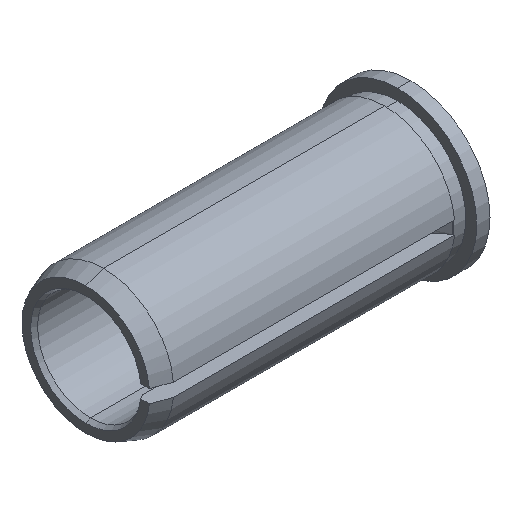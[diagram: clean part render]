
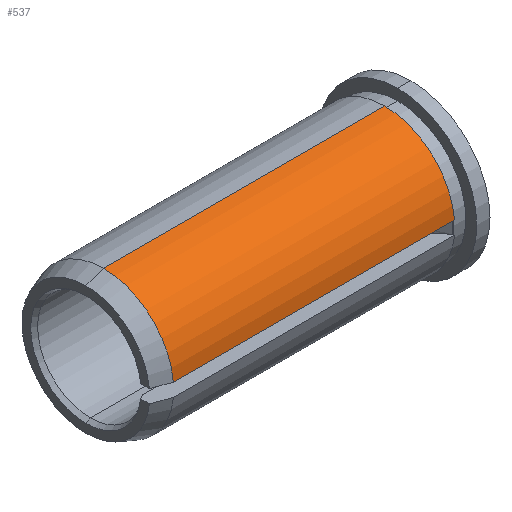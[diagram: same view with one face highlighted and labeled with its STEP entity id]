
A CAD part, isometric view. The second image highlights one B-rep face of the part: STEP entity #537.
In plain terms, the highlighted cylindrical face has radius 8 mm (diameter 16 mm), a partial arc.
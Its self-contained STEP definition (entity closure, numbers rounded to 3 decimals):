
#11 = EDGE_CURVE ( 'NONE', #298, #315, #339, .T. ) ;
#12 = EDGE_CURVE ( 'NONE', #315, #295, #340, .T. ) ;
#14 = EDGE_CURVE ( 'NONE', #301, #295, #342, .T. ) ;
#55 = CYLINDRICAL_SURFACE ( 'NONE', #490, 8. ) ;
#77 = CIRCLE ( 'NONE', #549, 8. ) ;
#132 = CARTESIAN_POINT ( 'NONE',  ( -38.588, 0., 8. ) ) ;
#137 = DIRECTION ( 'NONE',  ( -1., 0., 0. ) ) ;
#140 = CARTESIAN_POINT ( 'NONE',  ( -38.588, -7.965, 0.75 ) ) ;
#141 = DIRECTION ( 'NONE',  ( -1., 0., 0. ) ) ;
#147 = DIRECTION ( 'NONE',  ( 0., 0., 1. ) ) ;
#151 = CARTESIAN_POINT ( 'NONE',  ( -35., 0., 0. ) ) ;
#167 = DIRECTION ( 'NONE',  ( -1., 0., 0. ) ) ;
#212 = CARTESIAN_POINT ( 'NONE',  ( -35., -7.965, 0.75 ) ) ;
#229 = CARTESIAN_POINT ( 'NONE',  ( -3., 0., 8. ) ) ;
#232 = CARTESIAN_POINT ( 'NONE',  ( -3., -7.965, 0.75 ) ) ;
#240 = CARTESIAN_POINT ( 'NONE',  ( -35., 0., 8. ) ) ;
#253 = DIRECTION ( 'NONE',  ( 0., 0., 1. ) ) ;
#254 = DIRECTION ( 'NONE',  ( -1., 0., 0. ) ) ;
#255 = CARTESIAN_POINT ( 'NONE',  ( -3., 0., 0. ) ) ;
#295 = VERTEX_POINT ( 'NONE', #240 ) ;
#298 = VERTEX_POINT ( 'NONE', #232 ) ;
#301 = VERTEX_POINT ( 'NONE', #229 ) ;
#315 = VERTEX_POINT ( 'NONE', #212 ) ;
#339 = LINE ( 'NONE', #140, #341 ) ;
#340 = CIRCLE ( 'NONE', #479, 8. ) ;
#341 = VECTOR ( 'NONE', #167, 1000. ) ;
#342 = LINE ( 'NONE', #132, #345 ) ;
#345 = VECTOR ( 'NONE', #141, 1000. ) ;
#397 = FACE_OUTER_BOUND ( 'NONE', #758, .T. ) ;
#479 = AXIS2_PLACEMENT_3D ( 'NONE', #151, #137, #147 ) ;
#490 = AXIS2_PLACEMENT_3D ( 'NONE', #528, #530, #526 ) ;
#526 = DIRECTION ( 'NONE',  ( 0., 0., 1. ) ) ;
#528 = CARTESIAN_POINT ( 'NONE',  ( -38.588, 0., 0. ) ) ;
#530 = DIRECTION ( 'NONE',  ( -1., 0., 0. ) ) ;
#537 = ADVANCED_FACE ( 'NONE', ( #397 ), #55, .T. ) ;
#549 = AXIS2_PLACEMENT_3D ( 'NONE', #255, #254, #253 ) ;
#571 = EDGE_CURVE ( 'NONE', #298, #301, #77, .T. ) ;
#616 = ORIENTED_EDGE ( 'NONE', *, *, #14, .T. ) ;
#617 = ORIENTED_EDGE ( 'NONE', *, *, #11, .F. ) ;
#623 = ORIENTED_EDGE ( 'NONE', *, *, #571, .T. ) ;
#628 = ORIENTED_EDGE ( 'NONE', *, *, #12, .F. ) ;
#758 = EDGE_LOOP ( 'NONE', ( #623, #616, #628, #617 ) ) ;
